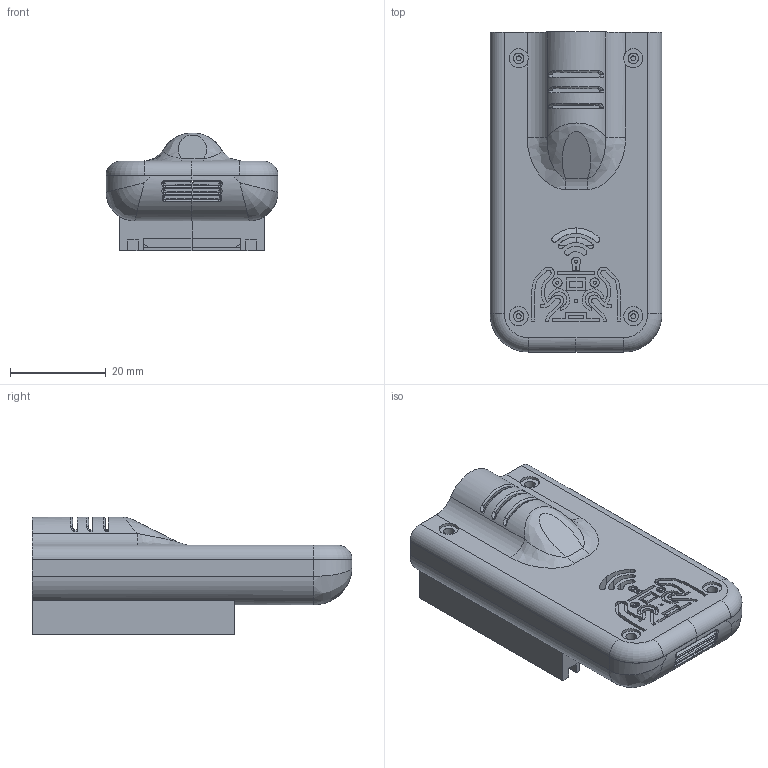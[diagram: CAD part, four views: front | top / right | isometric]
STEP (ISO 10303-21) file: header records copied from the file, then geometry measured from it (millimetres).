
FILE_DESCRIPTION(/* description */ (''),/* implementation_level */ '2;1');
FILE_NAME(/* name */ 'skonk elrs tango2 case sls v18.step',/* time_stamp */ '2021-05-08T00:53:05+10:00',/* author */ (''),/* organization */ (''),/* preprocessor_version */ 'ST-DEVELOPER v18.1',/* originating_system */ 'Autodesk Translation Framework v10.6.0.1341',/* authorisation */ '');
FILE_SCHEMA (('AUTOMOTIVE_DESIGN { 1 0 10303 214 3 1 1 }'));
Length unit declared in the file: millimetre
Products named in the file (2): skonk elrs tango2 case sls; tbs tango2 exteral module mount v4
Assembly tree (1 placements, depth 2):
  skonk elrs tango2 case sls
    tbs tango2 exteral module mount v4
Bounding box: 36 x 67 x 24.7 mm (x, y, z)
Volume: 14153.3 mm3; surface area: 16186.7 mm2
Topology: 2 solids, 2 shells, 589 faces, 1636 edges, 1059 vertices
Faces by surface type: bspline 252, plane 181, cylinder 113, torus 41, sphere 2
Full cylindrical faces by diameter (mm): 1 x4, 4 x4
Entity records: 22445 total; most frequent: CARTESIAN_POINT 9345, ORIENTED_EDGE 3268, DIRECTION 2114, EDGE_CURVE 1634, VERTEX_POINT 1059, LINE 746, VECTOR 746, AXIS2_PLACEMENT_3D 684
